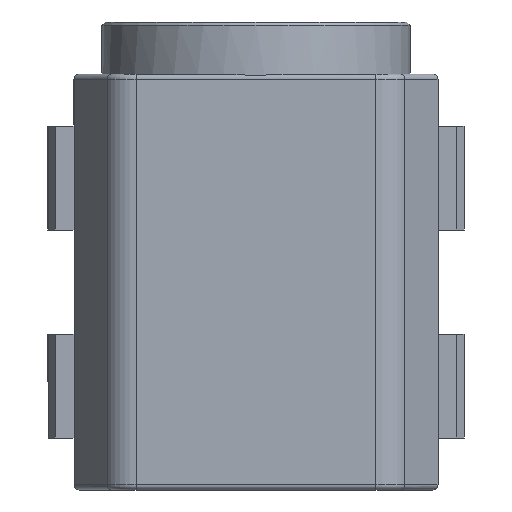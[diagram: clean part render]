
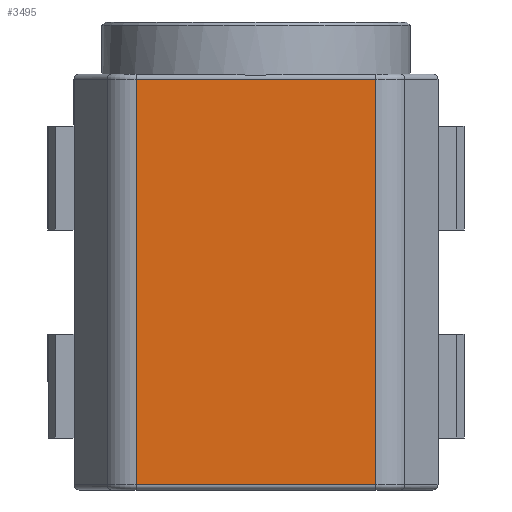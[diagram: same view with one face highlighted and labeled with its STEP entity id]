
A CAD part, left-side view. The second image highlights one B-rep face of the part: STEP entity #3495.
In plain terms, the highlighted planar face has unit normal (-1, 0, 0).
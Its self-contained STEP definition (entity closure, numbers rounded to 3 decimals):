
#289=FACE_OUTER_BOUND('',#561,.T.);
#561=EDGE_LOOP('',(#2833,#2834,#2835,#2836));
#1102=LINE('',#5750,#1406);
#1118=LINE('',#5857,#1422);
#1119=LINE('',#5859,#1423);
#1120=LINE('',#5860,#1424);
#1406=VECTOR('',#4547,13.828);
#1422=VECTOR('',#4683,23.4);
#1423=VECTOR('',#4684,13.828);
#1424=VECTOR('',#4685,23.4);
#1686=VERTEX_POINT('',#5702);
#1702=VERTEX_POINT('',#5748);
#1733=VERTEX_POINT('',#5856);
#1734=VERTEX_POINT('',#5858);
#2092=EDGE_CURVE('',#1686,#1702,#1102,.T.);
#2138=EDGE_CURVE('',#1702,#1733,#1118,.T.);
#2139=EDGE_CURVE('',#1734,#1733,#1119,.T.);
#2140=EDGE_CURVE('',#1686,#1734,#1120,.T.);
#2833=ORIENTED_EDGE('',*,*,#2092,.T.);
#2834=ORIENTED_EDGE('',*,*,#2138,.T.);
#2835=ORIENTED_EDGE('',*,*,#2139,.F.);
#2836=ORIENTED_EDGE('',*,*,#2140,.F.);
#3332=PLANE('',#3836);
#3495=ADVANCED_FACE('',(#289),#3332,.T.);
#3836=AXIS2_PLACEMENT_3D('',#5855,#4681,#4682);
#4547=DIRECTION('',(0.,1.,0.));
#4681=DIRECTION('center_axis',(-1.,0.,0.));
#4682=DIRECTION('ref_axis',(0.,-1.,0.));
#4683=DIRECTION('',(0.,0.,-1.));
#4684=DIRECTION('',(0.,1.,0.));
#4685=DIRECTION('',(0.,0.,-1.));
#5702=CARTESIAN_POINT('',(-42.975,-46.889,11.7));
#5748=CARTESIAN_POINT('',(-42.975,-33.061,11.7));
#5750=CARTESIAN_POINT('',(-42.975,-46.889,11.7));
#5855=CARTESIAN_POINT('Origin',(-42.975,-31.975,-12.));
#5856=CARTESIAN_POINT('',(-42.975,-33.061,-11.7));
#5857=CARTESIAN_POINT('',(-42.975,-33.061,11.7));
#5858=CARTESIAN_POINT('',(-42.975,-46.889,-11.7));
#5859=CARTESIAN_POINT('',(-42.975,-46.889,-11.7));
#5860=CARTESIAN_POINT('',(-42.975,-46.889,11.7));
